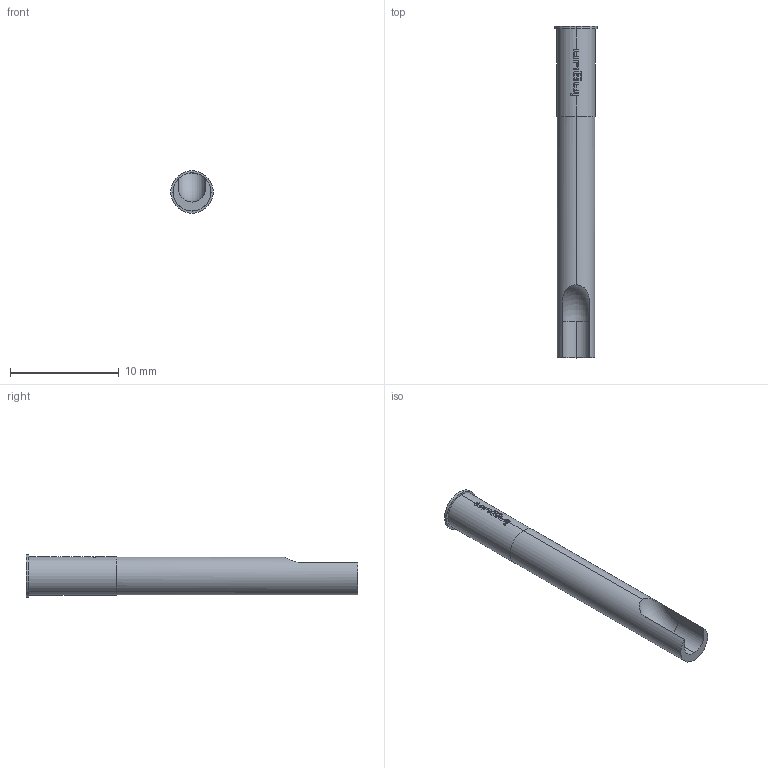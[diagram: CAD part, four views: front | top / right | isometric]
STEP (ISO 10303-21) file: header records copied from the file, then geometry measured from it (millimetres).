
FILE_DESCRIPTION (( 'STEP AP203' ), '1' );
FILE_NAME ('INGUN_KS-103_30_M2.5.STEP', '2021-10-21T14:08:54', ( 'ochi' ), ( '' ), 'SwSTEP 2.0', 'SolidWorks 2018', '' );
FILE_SCHEMA (( 'CONFIG_CONTROL_DESIGN' ));
Length unit declared in the file: millimetre
Products named in the file (1): INGUN_KS-103_30_M2.5
Bounding box: 3.9 x 30.5 x 3.9 mm (x, y, z)
Volume: 260.1 mm3; surface area: 370.6 mm2
Topology: 1 solids, 1 shells, 97 faces, 275 edges, 182 vertices
Faces by surface type: plane 45, cylinder 27, bspline 22, cone 2, torus 1
Entity records: 3548 total; most frequent: CARTESIAN_POINT 1097, ORIENTED_EDGE 550, DIRECTION 433, EDGE_CURVE 275, VERTEX_POINT 182, AXIS2_PLACEMENT_3D 170, EDGE_LOOP 99, ADVANCED_FACE 97
